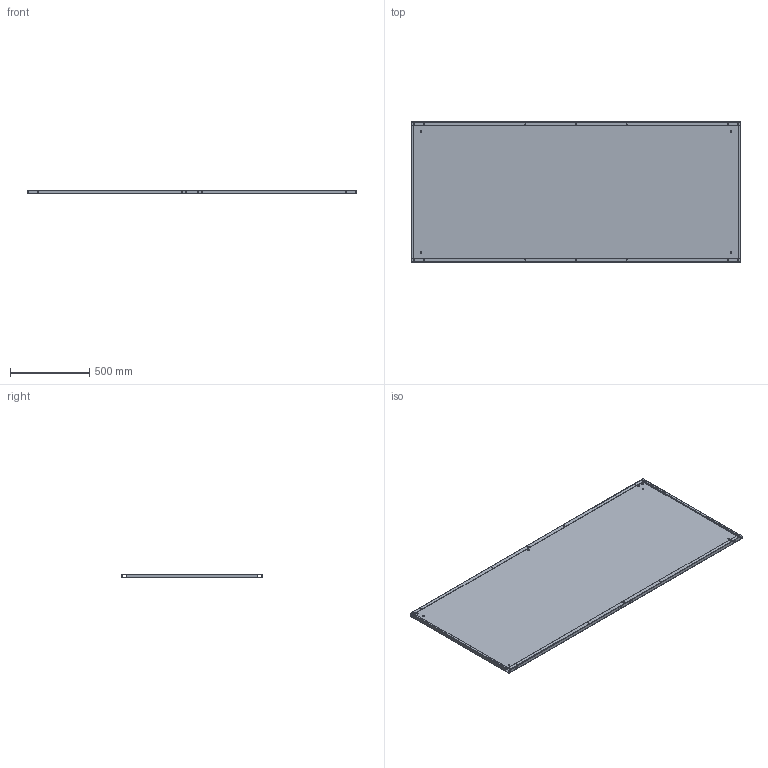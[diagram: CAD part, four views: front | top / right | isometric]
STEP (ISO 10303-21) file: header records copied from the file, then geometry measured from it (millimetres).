
FILE_DESCRIPTION (( 'STEP AP203' ), '1' );
FILE_NAME ('QB07C011.step', '2011-02-17T14:38:04', ( 'User' ), ( 'DKC' ), 'SwSTEP 2.0', 'SolidWorks 2010', '' );
FILE_SCHEMA (( 'CONFIG_CONTROL_DESIGN' ));
Length unit declared in the file: millimetre
Products named in the file (1): QB07C011
Bounding box: 2083.02 x 886 x 25 mm (x, y, z)
Volume: 5199812.3 mm3; surface area: 4178702.9 mm2
Topology: 1 solids, 1 shells, 194 faces, 516 edges, 324 vertices
Faces by surface type: plane 106, cylinder 88
Entity records: 6253 total; most frequent: DIRECTION 1086, CARTESIAN_POINT 1035, ORIENTED_EDGE 1032, EDGE_CURVE 516, AXIS2_PLACEMENT_3D 375, VECTOR 336, LINE 336, VERTEX_POINT 324
